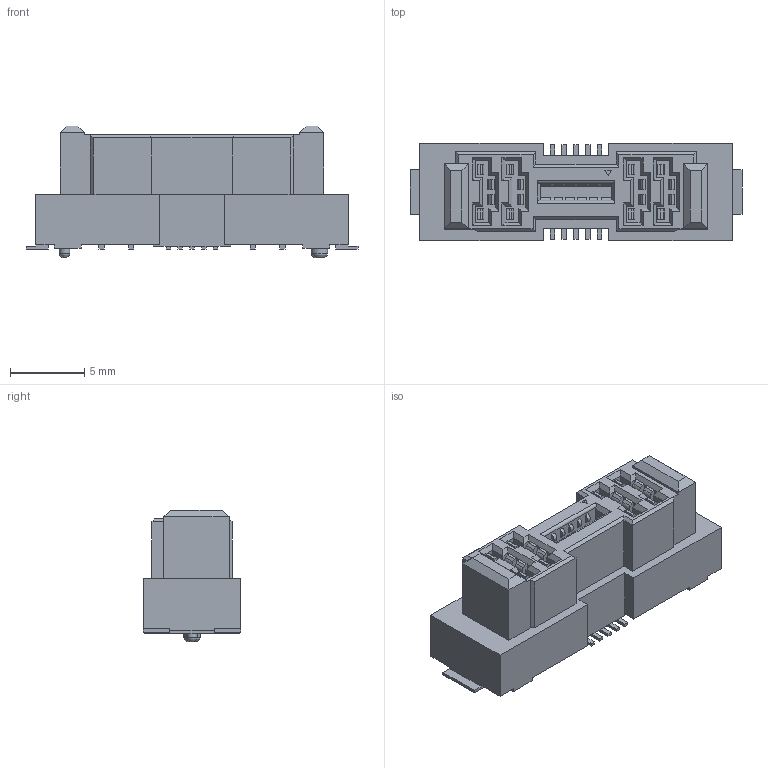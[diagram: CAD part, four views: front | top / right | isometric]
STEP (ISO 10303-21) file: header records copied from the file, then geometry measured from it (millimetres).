
FILE_DESCRIPTION(/* description */ (''),/* implementation_level */ '2;1');
FILE_NAME(/* name */ '10159559-410221RLF.step',/* time_stamp */ '2024-03-27T11:36:30+01:00',/* author */ (''),/* organization */ (''),/* preprocessor_version */ 'ST-DEVELOPER v20',/* originating_system */ 'Autodesk Translation Framework v12.14.0.127',/* authorisation */ '');
FILE_SCHEMA (('AUTOMOTIVE_DESIGN { 1 0 10303 214 3 1 1 }'));
Length unit declared in the file: millimetre
Products named in the file (3): (Non enregistré); BERGSTAK_HYBRID_R2_4P10S_8; 10159559_PCB_R2_4P10S_4
Assembly tree (2 placements, depth 2):
  (Non enregistré)
    BERGSTAK_HYBRID_R2_4P10S_8
    10159559_PCB_R2_4P10S_4
Bounding box: 22.4 x 6.6 x 8.9 mm (x, y, z)
Volume: 756.7 mm3; surface area: 959.8 mm2
Topology: 1 solids, 1 shells, 450 faces, 1137 edges, 728 vertices
Faces by surface type: plane 418, cylinder 30, bspline 2
Full cylindrical faces by diameter (mm): 0.7 x1, 1.1 x1
Entity records: 13420 total; most frequent: CARTESIAN_POINT 2372, ORIENTED_EDGE 2274, DIRECTION 2107, EDGE_CURVE 1137, LINE 1073, VECTOR 1073, VERTEX_POINT 728, AXIS2_PLACEMENT_3D 517
